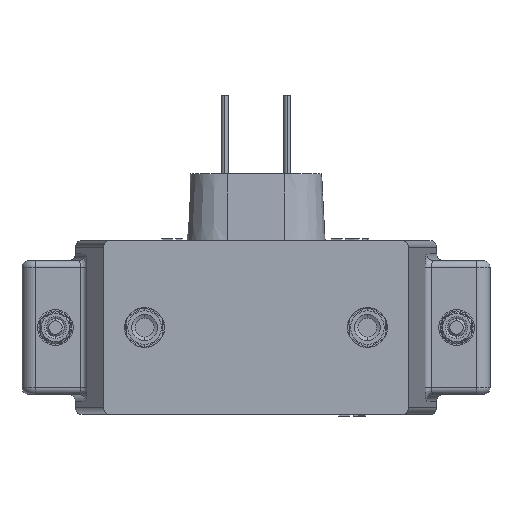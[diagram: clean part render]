
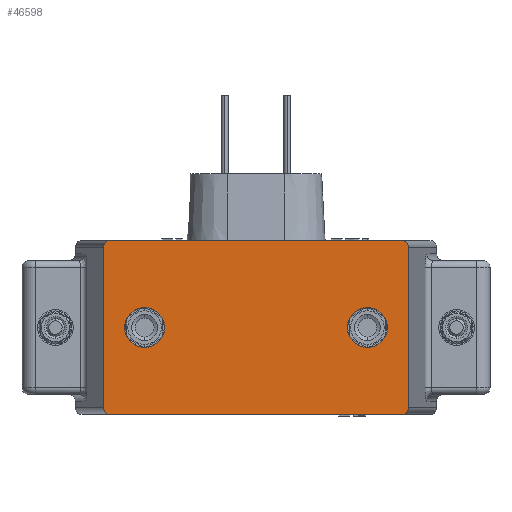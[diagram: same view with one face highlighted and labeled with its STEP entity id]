
A CAD part, front view. The second image highlights one B-rep face of the part: STEP entity #46598.
In plain terms, the highlighted planar face has unit normal (0, -1, 0).
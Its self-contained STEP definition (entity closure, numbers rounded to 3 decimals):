
#1276 = VECTOR ( 'NONE', #119109, 1000. ) ;
#1782 = CARTESIAN_POINT ( 'NONE',  ( -68.5, -92., 39. ) ) ;
#2067 = AXIS2_PLACEMENT_3D ( 'NONE', #79848, #23609, #89316 ) ;
#2599 = VERTEX_POINT ( 'NONE', #63494 ) ;
#2923 = ORIENTED_EDGE ( 'NONE', *, *, #61808, .T. ) ;
#3478 = VERTEX_POINT ( 'NONE', #64508 ) ;
#3589 = EDGE_CURVE ( 'NONE', #56095, #22086, #8037, .T. ) ;
#4252 = LINE ( 'NONE', #109677, #1276 ) ;
#7385 = DIRECTION ( 'NONE',  ( 0., -1., 0. ) ) ;
#8037 =( BOUNDED_CURVE ( )  B_SPLINE_CURVE ( 3, ( #36932, #37488, #38567, #36660 ),
 .UNSPECIFIED., .F., .F. ) 
 B_SPLINE_CURVE_WITH_KNOTS ( ( 4, 4 ),
 ( 3.142, 4.712 ),
 .UNSPECIFIED. ) 
 CURVE ( )  GEOMETRIC_REPRESENTATION_ITEM ( )  RATIONAL_B_SPLINE_CURVE ( ( 1., 0.805, 0.805, 1. ) ) 
 REPRESENTATION_ITEM ( '' )  );
#8789 = CARTESIAN_POINT ( 'NONE',  ( -67.245, -92., 39. ) ) ;
#9874 = EDGE_CURVE ( 'NONE', #32556, #94426, #41947, .T. ) ;
#12293 = VERTEX_POINT ( 'NONE', #91943 ) ;
#12330 = AXIS2_PLACEMENT_3D ( 'NONE', #85598, #29381, #95063 ) ;
#15720 = VERTEX_POINT ( 'NONE', #117934 ) ;
#16714 = EDGE_LOOP ( 'NONE', ( #2923, #102647, #117200, #82249, #35317, #118744, #96994, #32232 ) ) ;
#22086 = VERTEX_POINT ( 'NONE', #41702 ) ;
#23609 = DIRECTION ( 'NONE',  ( 0., -1., 0. ) ) ;
#23719 = VECTOR ( 'NONE', #46067, 1000. ) ;
#24030 =( BOUNDED_CURVE ( )  B_SPLINE_CURVE ( 3, ( #74382, #8789, #55913, #121288 ),
 .UNSPECIFIED., .F., .T. ) 
 B_SPLINE_CURVE_WITH_KNOTS ( ( 4, 4 ),
 ( 4.712, 6.283 ),
 .UNSPECIFIED. ) 
 CURVE ( )  GEOMETRIC_REPRESENTATION_ITEM ( )  RATIONAL_B_SPLINE_CURVE ( ( 1., 0.805, 0.805, 1. ) ) 
 REPRESENTATION_ITEM ( '' )  );
#26785 = CARTESIAN_POINT ( 'NONE',  ( 68.5, -92., 36. ) ) ;
#28173 = DIRECTION ( 'NONE',  ( 0., -1., 0. ) ) ;
#29188 = CIRCLE ( 'NONE', #114945, 9. ) ;
#29381 = DIRECTION ( 'NONE',  ( 0., -1., 0. ) ) ;
#31075 = EDGE_CURVE ( 'NONE', #68649, #12293, #69072, .T. ) ;
#32232 = ORIENTED_EDGE ( 'NONE', *, *, #102485, .T. ) ;
#32556 = VERTEX_POINT ( 'NONE', #90911 ) ;
#35317 = ORIENTED_EDGE ( 'NONE', *, *, #37364, .F. ) ;
#35864 = CARTESIAN_POINT ( 'NONE',  ( -68.5, -92., -36. ) ) ;
#36593 = CARTESIAN_POINT ( 'NONE',  ( -68.5, -92., -39. ) ) ;
#36660 = CARTESIAN_POINT ( 'NONE',  ( -65.471, -92., -39. ) ) ;
#36932 = CARTESIAN_POINT ( 'NONE',  ( -68.5, -92., -36. ) ) ;
#37364 = EDGE_CURVE ( 'NONE', #68649, #3478, #119544, .T. ) ;
#37488 = CARTESIAN_POINT ( 'NONE',  ( -68.5, -92., -37.757 ) ) ;
#38567 = CARTESIAN_POINT ( 'NONE',  ( -67.245, -92., -39. ) ) ;
#39135 = DIRECTION ( 'NONE',  ( 0., 0., -1. ) ) ;
#39351 = DIRECTION ( 'NONE',  ( 0., 1., 0. ) ) ;
#41702 = CARTESIAN_POINT ( 'NONE',  ( -65.471, -92., -39. ) ) ;
#41947 = CIRCLE ( 'NONE', #2067, 9. ) ;
#45724 = FACE_OUTER_BOUND ( 'NONE', #16714, .T. ) ;
#45755 = CARTESIAN_POINT ( 'NONE',  ( 67.245, -92., 39. ) ) ;
#46067 = DIRECTION ( 'NONE',  ( 1., 0., 0. ) ) ;
#46598 = ADVANCED_FACE ( 'NONE', ( #95583, #117341, #45724 ), #85705, .F. ) ;
#47636 = EDGE_CURVE ( 'NONE', #2599, #85949, #29188, .T. ) ;
#47766 = EDGE_CURVE ( 'NONE', #94426, #32556, #48282, .T. ) ;
#48282 = CIRCLE ( 'NONE', #12330, 9. ) ;
#49931 = ORIENTED_EDGE ( 'NONE', *, *, #47766, .F. ) ;
#50281 = AXIS2_PLACEMENT_3D ( 'NONE', #95559, #39351, #104820 ) ;
#55913 = CARTESIAN_POINT ( 'NONE',  ( -68.5, -92., 37.757 ) ) ;
#56095 = VERTEX_POINT ( 'NONE', #35864 ) ;
#56198 = EDGE_CURVE ( 'NONE', #74855, #3478, #107066, .T. ) ;
#57115 = CARTESIAN_POINT ( 'NONE',  ( 68.5, -92., -36. ) ) ;
#58811 = DIRECTION ( 'NONE',  ( 0., 0., -1. ) ) ;
#61808 = EDGE_CURVE ( 'NONE', #15720, #56095, #78189, .T. ) ;
#63494 = CARTESIAN_POINT ( 'NONE',  ( 50., -92., -9. ) ) ;
#63557 = CARTESIAN_POINT ( 'NONE',  ( 50., -92., 0. ) ) ;
#64508 = CARTESIAN_POINT ( 'NONE',  ( 68.5, -92., -36. ) ) ;
#68649 = VERTEX_POINT ( 'NONE', #109730 ) ;
#68917 = EDGE_LOOP ( 'NONE', ( #88035, #49931 ) ) ;
#69072 =( BOUNDED_CURVE ( )  B_SPLINE_CURVE ( 3, ( #26785, #82212, #45755, #111060 ),
 .UNSPECIFIED., .F., .T. ) 
 B_SPLINE_CURVE_WITH_KNOTS ( ( 4, 4 ),
 ( 3.142, 4.712 ),
 .UNSPECIFIED. ) 
 CURVE ( )  GEOMETRIC_REPRESENTATION_ITEM ( )  RATIONAL_B_SPLINE_CURVE ( ( 1., 0.805, 0.805, 1. ) ) 
 REPRESENTATION_ITEM ( '' )  );
#72728 = CARTESIAN_POINT ( 'NONE',  ( -65.471, -92., 39. ) ) ;
#72911 = EDGE_LOOP ( 'NONE', ( #98290, #109800 ) ) ;
#72978 = DIRECTION ( 'NONE',  ( 0., 0., -1. ) ) ;
#74382 = CARTESIAN_POINT ( 'NONE',  ( -65.471, -92., 39. ) ) ;
#74855 = VERTEX_POINT ( 'NONE', #97332 ) ;
#76409 = VERTEX_POINT ( 'NONE', #72728 ) ;
#76585 = AXIS2_PLACEMENT_3D ( 'NONE', #63557, #7385, #72978 ) ;
#76829 = EDGE_CURVE ( 'NONE', #85949, #2599, #97478, .T. ) ;
#78189 = LINE ( 'NONE', #1782, #100188 ) ;
#78987 = CARTESIAN_POINT ( 'NONE',  ( 50., -92., 9. ) ) ;
#79848 = CARTESIAN_POINT ( 'NONE',  ( -50., -92., 0. ) ) ;
#82212 = CARTESIAN_POINT ( 'NONE',  ( 68.5, -92., 37.757 ) ) ;
#82249 = ORIENTED_EDGE ( 'NONE', *, *, #56198, .T. ) ;
#84369 = CARTESIAN_POINT ( 'NONE',  ( 50., -92., 0. ) ) ;
#85000 = CARTESIAN_POINT ( 'NONE',  ( 67.245, -92., -39. ) ) ;
#85598 = CARTESIAN_POINT ( 'NONE',  ( -50., -92., 0. ) ) ;
#85705 = PLANE ( 'NONE',  #50281 ) ;
#85949 = VERTEX_POINT ( 'NONE', #78987 ) ;
#88035 = ORIENTED_EDGE ( 'NONE', *, *, #9874, .F. ) ;
#89316 = DIRECTION ( 'NONE',  ( 0., 0., -1. ) ) ;
#90911 = CARTESIAN_POINT ( 'NONE',  ( -50., -92., -9. ) ) ;
#91943 = CARTESIAN_POINT ( 'NONE',  ( 65.471, -92., 39. ) ) ;
#92505 = CARTESIAN_POINT ( 'NONE',  ( -50., -92., 9. ) ) ;
#93831 = DIRECTION ( 'NONE',  ( 0., 0., -1. ) ) ;
#94426 = VERTEX_POINT ( 'NONE', #92505 ) ;
#94466 = CARTESIAN_POINT ( 'NONE',  ( 65.471, -92., -39. ) ) ;
#95063 = DIRECTION ( 'NONE',  ( 0., 0., -1. ) ) ;
#95559 = CARTESIAN_POINT ( 'NONE',  ( -68.5, -92., 39. ) ) ;
#95583 = FACE_BOUND ( 'NONE', #72911, .T. ) ;
#95680 = LINE ( 'NONE', #36593, #23719 ) ;
#96994 = ORIENTED_EDGE ( 'NONE', *, *, #102992, .F. ) ;
#97332 = CARTESIAN_POINT ( 'NONE',  ( 65.471, -92., -39. ) ) ;
#97478 = CIRCLE ( 'NONE', #76585, 9. ) ;
#98290 = ORIENTED_EDGE ( 'NONE', *, *, #47636, .F. ) ;
#100188 = VECTOR ( 'NONE', #39135, 1000. ) ;
#102485 = EDGE_CURVE ( 'NONE', #76409, #15720, #24030, .T. ) ;
#102647 = ORIENTED_EDGE ( 'NONE', *, *, #3589, .T. ) ;
#102992 = EDGE_CURVE ( 'NONE', #76409, #12293, #4252, .T. ) ;
#104820 = DIRECTION ( 'NONE',  ( 0., 0., 1. ) ) ;
#107066 =( BOUNDED_CURVE ( )  B_SPLINE_CURVE ( 3, ( #94466, #85000, #113028, #57115 ),
 .UNSPECIFIED., .F., .T. ) 
 B_SPLINE_CURVE_WITH_KNOTS ( ( 4, 4 ),
 ( 4.712, 6.283 ),
 .UNSPECIFIED. ) 
 CURVE ( )  GEOMETRIC_REPRESENTATION_ITEM ( )  RATIONAL_B_SPLINE_CURVE ( ( 1., 0.805, 0.805, 1. ) ) 
 REPRESENTATION_ITEM ( '' )  );
#109677 = CARTESIAN_POINT ( 'NONE',  ( -68.5, -92., 39. ) ) ;
#109730 = CARTESIAN_POINT ( 'NONE',  ( 68.5, -92., 36. ) ) ;
#109800 = ORIENTED_EDGE ( 'NONE', *, *, #76829, .F. ) ;
#111060 = CARTESIAN_POINT ( 'NONE',  ( 65.471, -92., 39. ) ) ;
#112532 = EDGE_CURVE ( 'NONE', #22086, #74855, #95680, .T. ) ;
#113028 = CARTESIAN_POINT ( 'NONE',  ( 68.5, -92., -37.757 ) ) ;
#114945 = AXIS2_PLACEMENT_3D ( 'NONE', #84369, #28173, #93831 ) ;
#115131 = CARTESIAN_POINT ( 'NONE',  ( 68.5, -92., 39. ) ) ;
#116622 = VECTOR ( 'NONE', #58811, 1000. ) ;
#117200 = ORIENTED_EDGE ( 'NONE', *, *, #112532, .T. ) ;
#117341 = FACE_BOUND ( 'NONE', #68917, .T. ) ;
#117934 = CARTESIAN_POINT ( 'NONE',  ( -68.5, -92., 36. ) ) ;
#118744 = ORIENTED_EDGE ( 'NONE', *, *, #31075, .T. ) ;
#119109 = DIRECTION ( 'NONE',  ( 1., 0., 0. ) ) ;
#119544 = LINE ( 'NONE', #115131, #116622 ) ;
#121288 = CARTESIAN_POINT ( 'NONE',  ( -68.5, -92., 36. ) ) ;
